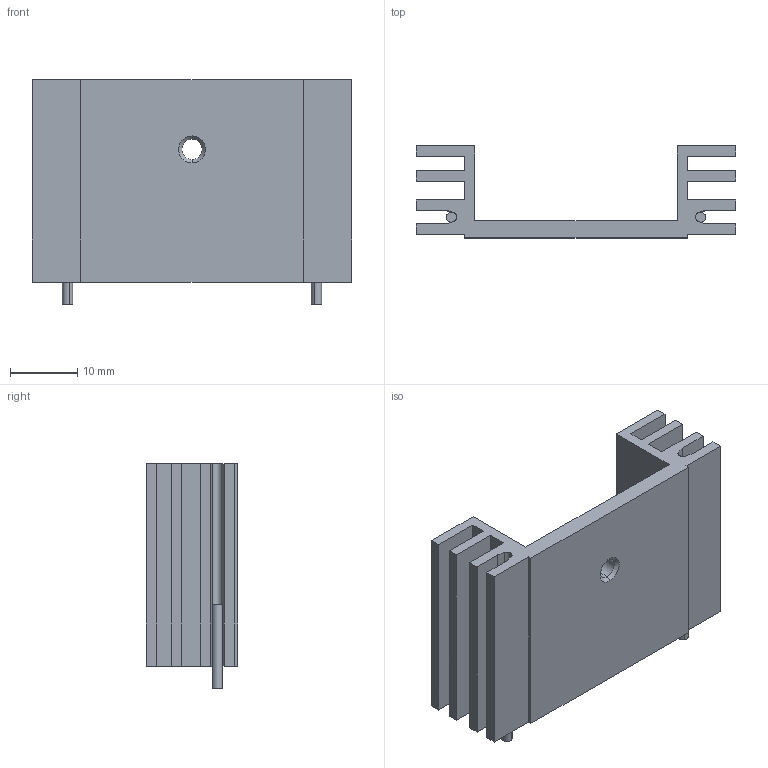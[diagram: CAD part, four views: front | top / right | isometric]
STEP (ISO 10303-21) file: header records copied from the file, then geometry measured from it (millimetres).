
FILE_DESCRIPTION (( 'STEP AP214' ), '1' );
FILE_NAME ('Ðàäèàòîð â ñáîðêå.STEP', '2023-04-10T12:50:23', ( '' ), ( '' ), 'SwSTEP 2.0', 'SolidWorks 2021', '' );
FILE_SCHEMA (( 'AUTOMOTIVE_DESIGN' ));
Length unit declared in the file: millimetre
Products named in the file (3): Íîæêà ðàäèàòîðà; Ðàäèàòîð â ñáîðêå; 譇儰僗闉
Assembly tree (3 placements, depth 2):
  Ðàäèàòîð â ñáîðêå
    譇儰僗闉
    Íîæêà ðàäèàòîðà  x2
Bounding box: 47.4 x 13.6 x 33.3 mm (x, y, z)
Volume: 6362.1 mm3; surface area: 7247.7 mm2
Topology: 3 solids, 3 shells, 55 faces, 145 edges, 96 vertices
Faces by surface type: plane 44, cylinder 9, cone 2
Entity records: 1715 total; most frequent: CARTESIAN_POINT 288, ORIENTED_EDGE 278, DIRECTION 269, EDGE_CURVE 139, VECTOR 123, LINE 123, VERTEX_POINT 92, AXIS2_PLACEMENT_3D 73
